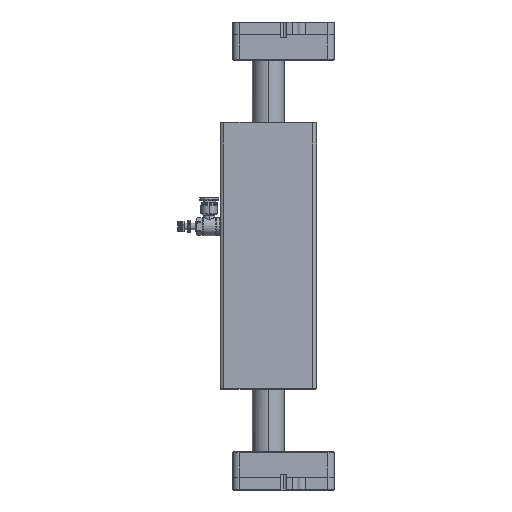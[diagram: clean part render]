
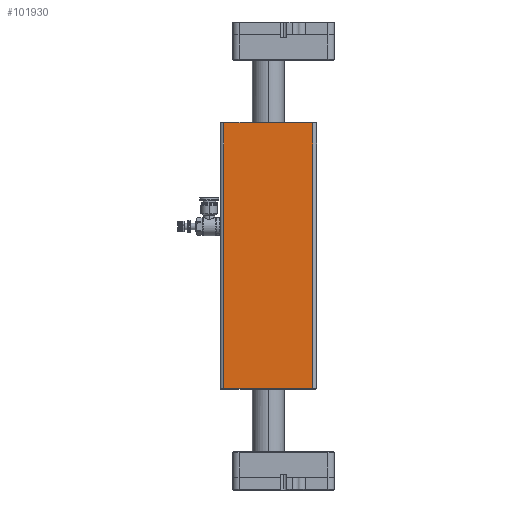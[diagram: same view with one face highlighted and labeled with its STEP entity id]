
A CAD part, left-side view. The second image highlights one B-rep face of the part: STEP entity #101930.
In plain terms, the highlighted planar face has unit normal (-1, 0, 0).
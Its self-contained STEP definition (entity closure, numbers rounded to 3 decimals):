
#2182 = EDGE_CURVE ( 'NONE', #59001, #52114, #107644, .T. ) ;
#18344 = VECTOR ( 'NONE', #75529, 1000. ) ;
#23676 = CARTESIAN_POINT ( 'NONE',  ( -65., 35., 105. ) ) ;
#24031 = VERTEX_POINT ( 'NONE', #93081 ) ;
#30806 = AXIS2_PLACEMENT_3D ( 'NONE', #76674, #42290, #102679 ) ;
#33273 = VECTOR ( 'NONE', #103713, 1000. ) ;
#33563 = DIRECTION ( 'NONE',  ( 0., 1., 0. ) ) ;
#39337 = VECTOR ( 'NONE', #33563, 1000. ) ;
#40828 = EDGE_LOOP ( 'NONE', ( #80206, #106273, #73434, #49668 ) ) ;
#42290 = DIRECTION ( 'NONE',  ( -1., 0., 0. ) ) ;
#45612 = VECTOR ( 'NONE', #98052, 1000. ) ;
#49668 = ORIENTED_EDGE ( 'NONE', *, *, #71933, .T. ) ;
#52114 = VERTEX_POINT ( 'NONE', #71525 ) ;
#56259 = LINE ( 'NONE', #95060, #33273 ) ;
#59001 = VERTEX_POINT ( 'NONE', #80243 ) ;
#59250 = CARTESIAN_POINT ( 'NONE',  ( -65., -38., 104.5 ) ) ;
#60860 = VERTEX_POINT ( 'NONE', #70996 ) ;
#62293 = LINE ( 'NONE', #59250, #39337 ) ;
#66054 = FACE_OUTER_BOUND ( 'NONE', #40828, .T. ) ;
#66463 = EDGE_CURVE ( 'NONE', #24031, #60860, #88846, .T. ) ;
#67609 = PLANE ( 'NONE',  #30806 ) ;
#70996 = CARTESIAN_POINT ( 'NONE',  ( -65., -35., 104.5 ) ) ;
#71525 = CARTESIAN_POINT ( 'NONE',  ( -65., 35., -104.5 ) ) ;
#71933 = EDGE_CURVE ( 'NONE', #60860, #59001, #62293, .T. ) ;
#73434 = ORIENTED_EDGE ( 'NONE', *, *, #66463, .T. ) ;
#75529 = DIRECTION ( 'NONE',  ( 0., 0., -1. ) ) ;
#76674 = CARTESIAN_POINT ( 'NONE',  ( -65., -38., 105. ) ) ;
#80206 = ORIENTED_EDGE ( 'NONE', *, *, #2182, .T. ) ;
#80243 = CARTESIAN_POINT ( 'NONE',  ( -65., 35., 104.5 ) ) ;
#80339 = CARTESIAN_POINT ( 'NONE',  ( -65., -35., 105. ) ) ;
#88846 = LINE ( 'NONE', #80339, #45612 ) ;
#91126 = EDGE_CURVE ( 'NONE', #52114, #24031, #56259, .T. ) ;
#93081 = CARTESIAN_POINT ( 'NONE',  ( -65., -35., -104.5 ) ) ;
#95060 = CARTESIAN_POINT ( 'NONE',  ( -65., -35., -104.5 ) ) ;
#98052 = DIRECTION ( 'NONE',  ( 0., 0., 1. ) ) ;
#101930 = ADVANCED_FACE ( 'NONE', ( #66054 ), #67609, .T. ) ;
#102679 = DIRECTION ( 'NONE',  ( 0., 0., 1. ) ) ;
#103713 = DIRECTION ( 'NONE',  ( 0., -1., 0. ) ) ;
#106273 = ORIENTED_EDGE ( 'NONE', *, *, #91126, .T. ) ;
#107644 = LINE ( 'NONE', #23676, #18344 ) ;
